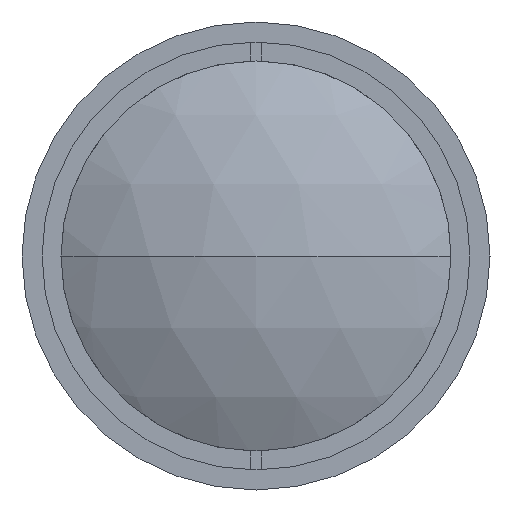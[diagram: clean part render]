
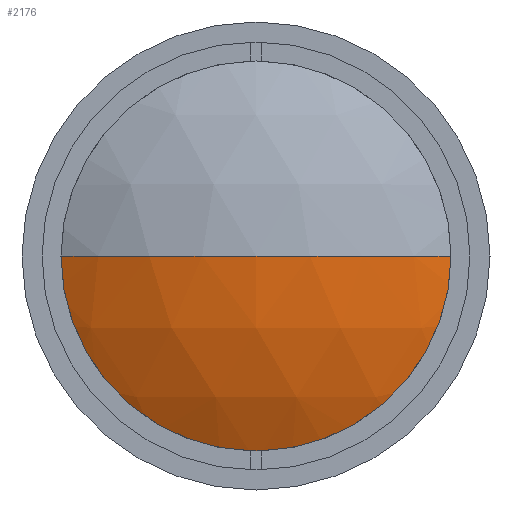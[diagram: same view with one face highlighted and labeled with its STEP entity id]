
A CAD part, left-side view. The second image highlights one B-rep face of the part: STEP entity #2176.
In plain terms, the highlighted spherical face has radius 36.6 mm.
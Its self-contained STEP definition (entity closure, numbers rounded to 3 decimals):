
#47 = DIRECTION ( 'NONE',  ( 1., 0., 0. ) ) ;
#112 = DIRECTION ( 'NONE',  ( -1., 0., 0. ) ) ;
#132 = VERTEX_POINT ( 'NONE', #2080 ) ;
#207 = CIRCLE ( 'NONE', #1821, 36.6 ) ;
#436 = DIRECTION ( 'NONE',  ( 0., 1., 0. ) ) ;
#637 = CIRCLE ( 'NONE', #944, 18.5 ) ;
#767 = CARTESIAN_POINT ( 'NONE',  ( 6.457, 18.5, 0. ) ) ;
#915 = CARTESIAN_POINT ( 'NONE',  ( 38.037, 0., 0. ) ) ;
#944 = AXIS2_PLACEMENT_3D ( 'NONE', #1167, #112, #2030 ) ;
#1001 = CARTESIAN_POINT ( 'NONE',  ( 6.457, -18.5, 0. ) ) ;
#1103 = DIRECTION ( 'NONE',  ( 0., 1., 0. ) ) ;
#1105 = DIRECTION ( 'NONE',  ( 0., 0., 1. ) ) ;
#1113 = CARTESIAN_POINT ( 'NONE',  ( 38.037, 0., 0. ) ) ;
#1167 = CARTESIAN_POINT ( 'NONE',  ( 6.457, 0., 0. ) ) ;
#1268 = ORIENTED_EDGE ( 'NONE', *, *, #2134, .F. ) ;
#1274 = FACE_OUTER_BOUND ( 'NONE', #1916, .T. ) ;
#1376 = AXIS2_PLACEMENT_3D ( 'NONE', #2182, #1105, #47 ) ;
#1702 = SPHERICAL_SURFACE ( 'NONE', #2270, 36.6 ) ;
#1707 = EDGE_CURVE ( 'NONE', #2021, #132, #207, .T. ) ;
#1821 = AXIS2_PLACEMENT_3D ( 'NONE', #915, #2178, #1103 ) ;
#1844 = DIRECTION ( 'NONE',  ( 0., 0., -1. ) ) ;
#1851 = VERTEX_POINT ( 'NONE', #767 ) ;
#1916 = EDGE_LOOP ( 'NONE', ( #2282, #2055, #1268 ) ) ;
#2021 = VERTEX_POINT ( 'NONE', #1001 ) ;
#2030 = DIRECTION ( 'NONE',  ( 0., 0., 1. ) ) ;
#2055 = ORIENTED_EDGE ( 'NONE', *, *, #1707, .T. ) ;
#2080 = CARTESIAN_POINT ( 'NONE',  ( 1.437, 0., 0. ) ) ;
#2134 = EDGE_CURVE ( 'NONE', #1851, #132, #2227, .T. ) ;
#2176 = ADVANCED_FACE ( 'NONE', ( #1274 ), #1702, .T. ) ;
#2178 = DIRECTION ( 'NONE',  ( 0., 0., -1. ) ) ;
#2182 = CARTESIAN_POINT ( 'NONE',  ( 38.037, 0., 0. ) ) ;
#2227 = CIRCLE ( 'NONE', #1376, 36.6 ) ;
#2270 = AXIS2_PLACEMENT_3D ( 'NONE', #1113, #1844, #436 ) ;
#2282 = ORIENTED_EDGE ( 'NONE', *, *, #2321, .T. ) ;
#2321 = EDGE_CURVE ( 'NONE', #1851, #2021, #637, .T. ) ;
